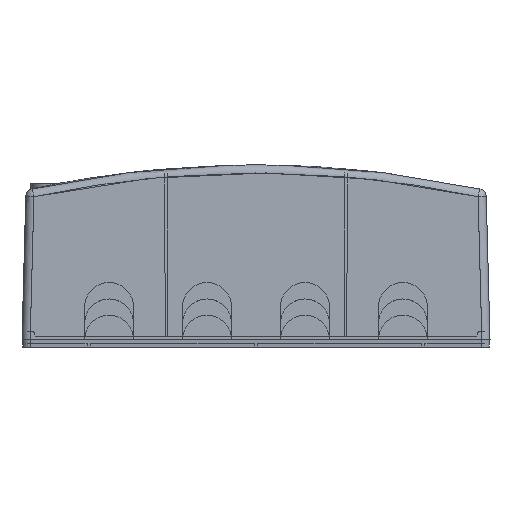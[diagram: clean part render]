
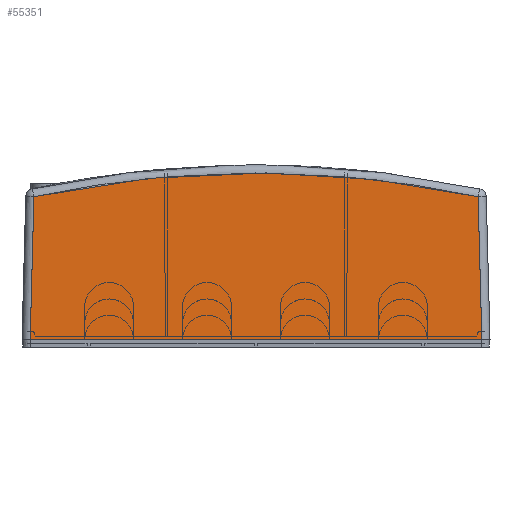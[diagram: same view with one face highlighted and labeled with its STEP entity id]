
A CAD part, front view. The second image highlights one B-rep face of the part: STEP entity #55351.
In plain terms, the highlighted face is planar.
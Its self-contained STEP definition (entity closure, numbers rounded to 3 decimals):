
#37423=DIRECTION('',(-1.,0.,0.));
#37424=VECTOR('',#37423,276.803);
#37425=CARTESIAN_POINT('',(138.402,0.,
0.));
#37426=LINE('',#37425,#37424);
#46093=CARTESIAN_POINT('',(136.107,2.296,
-87.637));
#46094=CARTESIAN_POINT('',(118.193,2.397,
-91.524));
#46095=CARTESIAN_POINT('',(82.185,2.559,
-97.735));
#46096=CARTESIAN_POINT('',(27.448,2.682,
-102.427));
#46097=CARTESIAN_POINT('',(-27.448,2.682,
-102.427));
#46098=CARTESIAN_POINT('',(-82.185,2.559,
-97.735));
#46099=CARTESIAN_POINT('',(-118.193,2.397,
-91.523));
#46100=CARTESIAN_POINT('',(-136.107,2.296,
-87.637));
#46105=DIRECTION('',(-0.026,-0.026,0.999));
#46106=VECTOR('',#46105,87.698);
#46107=CARTESIAN_POINT('',(-136.107,2.296,
-87.637));
#46108=LINE('',#46107,#46106);
#46112=DIRECTION('',(-0.026,0.026,-0.999));
#46113=VECTOR('',#46112,87.698);
#46114=CARTESIAN_POINT('',(138.402,0.,
0.));
#46115=LINE('',#46114,#46113);
#46151=CARTESIAN_POINT('',(138.402,0.,
0.));
#46963=VERTEX_POINT('',#46151);
#46964=CARTESIAN_POINT('',(-138.402,0.,
0.));
#46965=VERTEX_POINT('',#46964);
#48446=CARTESIAN_POINT('',(-136.107,2.295,
-87.637));
#48447=VERTEX_POINT('',#48446);
#48448=VERTEX_POINT('',#46093);
#55338=CARTESIAN_POINT('',(0.,0.,0.));
#55339=DIRECTION('',(0.,-1.,-0.026));
#55340=DIRECTION('',(0.,0.026,-1.));
#55341=AXIS2_PLACEMENT_3D('',#55338,#55339,#55340);
#55342=PLANE('',#55341);
#55344=ORIENTED_EDGE('',*,*,#55343,.T.);
#55345=ORIENTED_EDGE('',*,*,#55331,.T.);
#55346=ORIENTED_EDGE('',*,*,#48646,.F.);
#55348=ORIENTED_EDGE('',*,*,#55347,.T.);
#55349=EDGE_LOOP('',(#55344,#55345,#55346,#55348));
#55350=FACE_OUTER_BOUND('',#55349,.F.);
#46101=B_SPLINE_CURVE_WITH_KNOTS('',3,(#46093,#46094,#46095,#46096,#46097,
#46098,#46099,#46100),.UNSPECIFIED.,.F.,.F.,(4,1,1,1,1,4),(0.,0.2,0.4,
0.6,0.8,1.),.UNSPECIFIED.);
#48646=EDGE_CURVE('',#46963,#46965,#37426,.T.);
#55331=EDGE_CURVE('',#48447,#46965,#46108,.T.);
#55343=EDGE_CURVE('',#48448,#48447,#46101,.T.);
#55347=EDGE_CURVE('',#46963,#48448,#46115,.T.);
#55351=ADVANCED_FACE('',(#55350),#55342,.T.);
